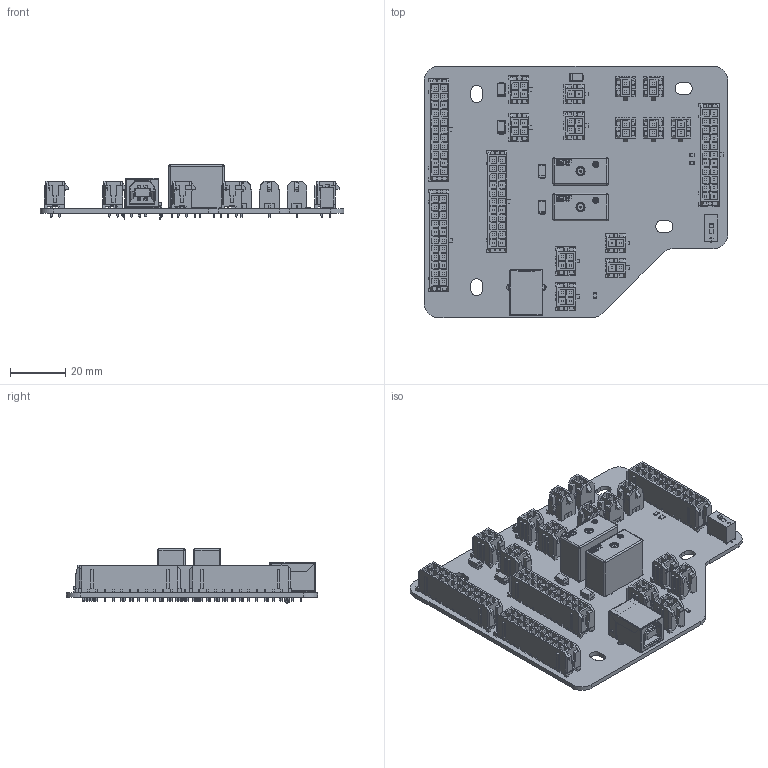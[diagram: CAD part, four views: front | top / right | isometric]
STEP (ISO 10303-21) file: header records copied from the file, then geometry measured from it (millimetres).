
FILE_DESCRIPTION(('KiCad electronic assembly'),'2;1');
FILE_NAME('HV_BAT_COM_Distribution_Board.step','2024-05-23T10:55:06',( 'Pcbnew'),('Kicad'),'Open CASCADE STEP processor 7.7', 'KiCad to STEP converter','Unknown');
FILE_SCHEMA(('AUTOMOTIVE_DESIGN { 1 0 10303 214 1 1 1 1 }'));
Length unit declared in the file: millimetre
Products named in the file (18): HV_BAT_COM_Distribution_Board 1; Molex_Micro-Fit_430452212; 430452212; R_0805_2012Metric; Molex_Micro-Fit_430450212; 430450212; D_SMA; Omron_G5Q-14; Molex_Micro-Fit_430450412; 430450412; USB_B_WE_61400416121; 61400416121; SW_DIP_SPSTx01_Slide_9.78x4.72mm_W8.61mm_P2.54mm; SW_DIP_SPSTx01_Slide_978x472mm_W861mm_P254mm; HV_BAT_COM_Distribution_Board_PCB
Assembly tree (38 placements, depth 3):
  HV_BAT_COM_Distribution_Board 1
    Molex_Micro-Fit_430452212  x4
      430452212
    R_0805_2012Metric  x3
      R_0805_2012Metric
    Molex_Micro-Fit_430450212  x8
      430450212
    D_SMA  x5
      D_SMA
    Omron_G5Q-14  x2
      Omron_G5Q-14
    Molex_Micro-Fit_430450412  x5
      430450412
    USB_B_WE_61400416121
      61400416121
    SW_DIP_SPSTx01_Slide_9.78x4.72mm_W8.61mm_P2.54mm
      SW_DIP_SPSTx01_Slide_978x472mm_W861mm_P254mm
    HV_BAT_COM_Distribution_Board_PCB
Bounding box: 110 x 91 x 19.73 mm (x, y, z)
Volume: 32967 mm3; surface area: 49817 mm2
Topology: 69 solids, 69 shells, 7791 faces, 21665 edges, 14751 vertices
Faces by surface type: plane 6586, cylinder 903, extrusion 134, cone 76, bspline 50, torus 22, sphere 10, revolution 10
Full cylindrical faces by diameter (mm): 0.68 x4, 0.7 x2, 0.95 x4, 1 x2, 1.02 x158, 1.152 x4, 1.3 x10, 2.3 x2
Entity records: 82903 total; most frequent: CARTESIAN_POINT 14911, ORIENTED_EDGE 13960, DIRECTION 13099, EDGE_CURVE 6980, VECTOR 5876, LINE 5809, VERTEX_POINT 4558, AXIS2_PLACEMENT_3D 3609
